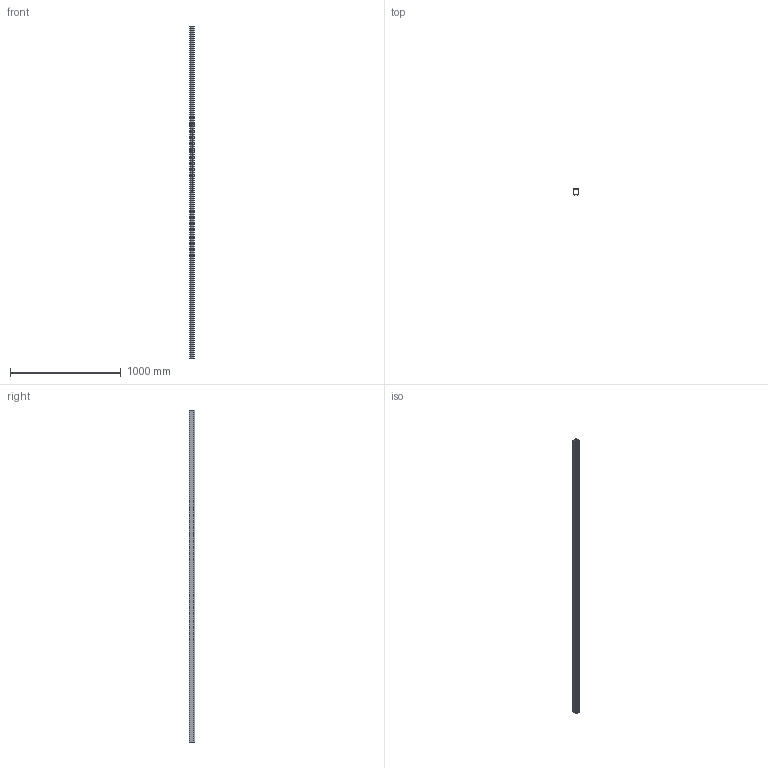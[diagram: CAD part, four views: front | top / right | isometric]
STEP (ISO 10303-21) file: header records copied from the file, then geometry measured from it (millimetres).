
FILE_DESCRIPTION (( 'STEP AP203' ), '1' );
FILE_NAME ('339-M-3.step', '2021-05-31T07:51:20', ( '' ), ( '' ), 'SwSTEP 2.0', 'SolidWorks 2018', '' );
FILE_SCHEMA (( 'CONFIG_CONTROL_DESIGN' ));
Length unit declared in the file: millimetre
Products named in the file (2): 339-M-3
Bounding box: 42 x 52.98 x 3000 mm (x, y, z)
Volume: 1179923.3 mm3; surface area: 959737 mm2
Topology: 1 solids, 1 shells, 278 faces, 768 edges, 512 vertices
Faces by surface type: plane 147, bspline 119, cylinder 12
Entity records: 14137 total; most frequent: CARTESIAN_POINT 7679, ORIENTED_EDGE 1536, DIRECTION 876, EDGE_CURVE 768, VERTEX_POINT 512, VECTOR 506, LINE 506, EDGE_LOOP 298
